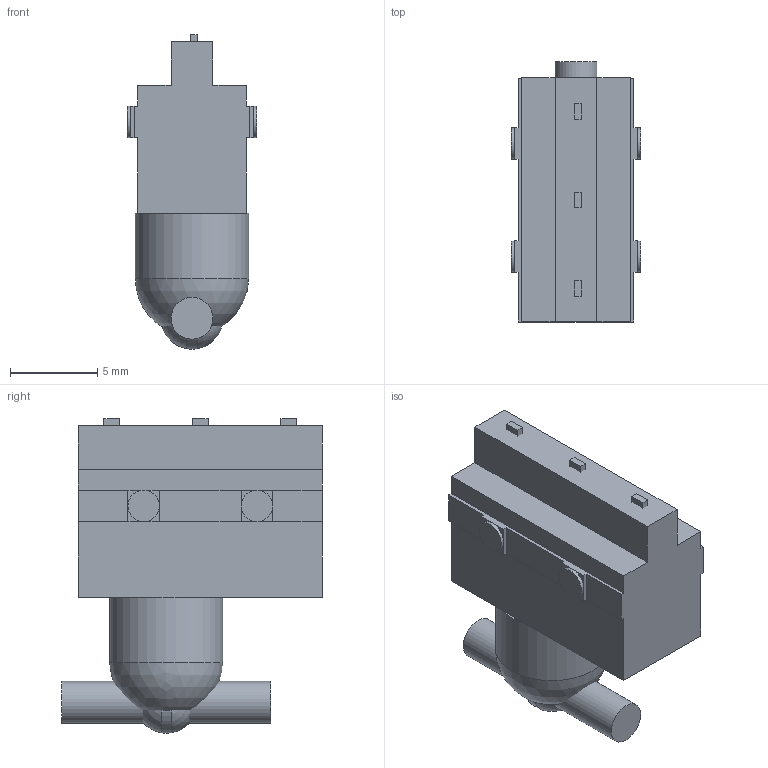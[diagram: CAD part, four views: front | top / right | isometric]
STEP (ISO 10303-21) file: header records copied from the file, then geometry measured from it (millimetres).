
FILE_DESCRIPTION(/* description */ (''),/* implementation_level */ '2;1');
FILE_NAME(/* name */ 'model.step',/* time_stamp */ '2025-09-01T19:37:18+10:00',/* author */ (''),/* organization */ (''),/* preprocessor_version */ 'ST-DEVELOPER v20.1',/* originating_system */ 'Autodesk Translation Framework v14.10.0.0',/* authorisation */ '');
FILE_SCHEMA (('AUTOMOTIVE_DESIGN { 1 0 10303 214 3 1 1 }'));
Length unit declared in the file: millimetre
Products named in the file (9): (Unsaved); FilamentSensorCutter5.5; Ball Shaft; Switch Body; Round Filament Path; FilamentSensor; 5.5mmBall (1); Omron-D2F (1); Pivot
Assembly tree (8 placements, depth 3):
  (Unsaved)
    FilamentSensorCutter5.5
      Ball Shaft
      Switch Body
      Round Filament Path
    FilamentSensor
      5.5mmBall (1)
      Omron-D2F (1)
    Pivot
Bounding box: 7.45 x 14.95 x 18.04 mm (x, y, z)
Volume: 1551.8 mm3; surface area: 1471.2 mm2
Topology: 6 solids, 6 shells, 110 faces, 264 edges, 167 vertices
Faces by surface type: plane 78, cylinder 22, sphere 10
Full cylindrical faces by diameter (mm): 1.8 x4, 2 x1, 2.4 x1, 6.5 x1
Entity records: 3491 total; most frequent: DIRECTION 597, CARTESIAN_POINT 555, ORIENTED_EDGE 522, EDGE_CURVE 261, AXIS2_PLACEMENT_3D 209, LINE 179, VECTOR 179, VERTEX_POINT 167
